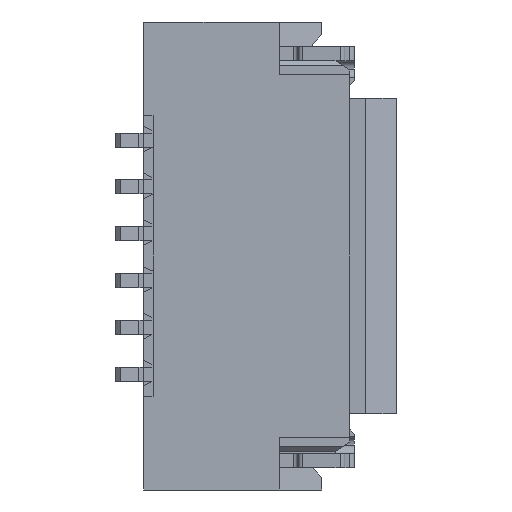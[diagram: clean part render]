
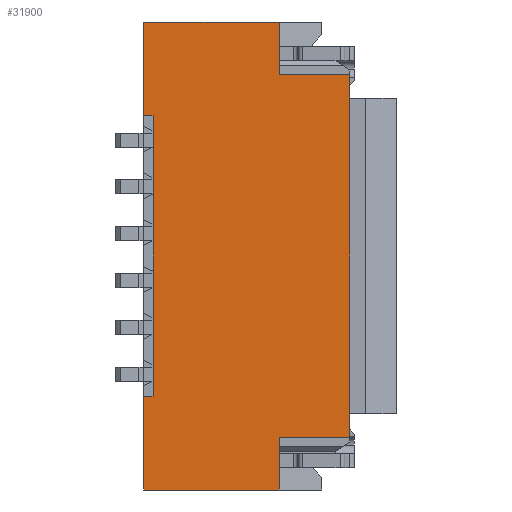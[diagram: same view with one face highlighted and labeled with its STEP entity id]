
A CAD part, front view. The second image highlights one B-rep face of the part: STEP entity #31900.
In plain terms, the highlighted face is planar.
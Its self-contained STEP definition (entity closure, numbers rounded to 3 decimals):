
#4130=CARTESIAN_POINT('',(-2.15,0.,10.801));
#4140=VERTEX_POINT('',#4130);
#4170=CARTESIAN_POINT('',(-2.15,0.,6.575));
#4180=DIRECTION('',(0.,0.,-1.));
#4190=VECTOR('',#4180,1.);
#4200=LINE('',#4170,#4190);
#4210=CARTESIAN_POINT('',(-2.15,0.,14.674));
#4220=VERTEX_POINT('',#4210);
#4230=EDGE_CURVE('',#4220,#4140,#4200,.T.);
#15030=CARTESIAN_POINT('',(-1.4,0.,14.674));
#15040=VERTEX_POINT('',#15030);
#15070=CARTESIAN_POINT('',(-1.4,0.,7.475));
#15080=DIRECTION('',(0.,0.,1.));
#15090=VECTOR('',#15080,1.);
#15100=LINE('',#15070,#15090);
#15110=CARTESIAN_POINT('',(-1.4,0.,15.238));
#15120=VERTEX_POINT('',#15110);
#15130=EDGE_CURVE('',#15040,#15120,#15100,.T.);
#16480=CARTESIAN_POINT('',(0.05,0.,
15.238));
#16490=DIRECTION('',(-1.,0.,0.));
#16500=VECTOR('',#16490,1.);
#16510=LINE('',#16480,#16500);
#16520=CARTESIAN_POINT('',(0.05,0.,
15.238));
#16530=VERTEX_POINT('',#16520);
#16540=EDGE_CURVE('',#16530,#15120,#16510,.T.);
#22150=CARTESIAN_POINT('',(-0.05,0.,
14.238));
#22160=VERTEX_POINT('',#22150);
#22330=CARTESIAN_POINT('',(0.05,0.,
14.238));
#22340=VERTEX_POINT('',#22330);
#22370=CARTESIAN_POINT('',(0.05,0.,
14.238));
#22380=DIRECTION('',(-1.,0.,0.));
#22390=VECTOR('',#22380,1.);
#22400=LINE('',#22370,#22390);
#22410=EDGE_CURVE('',#22340,#22160,#22400,.T.);
#26750=CARTESIAN_POINT('',(0.05,0.,
14.674));
#26760=DIRECTION('',(1.,0.,0.));
#26770=VECTOR('',#26760,1.);
#26780=LINE('',#26750,#26770);
#26790=EDGE_CURVE('',#4220,#15040,#26780,.T.);
#31260=CARTESIAN_POINT('',(-0.517,0.,
8.));
#31270=DIRECTION('',(0.,-1.,0.));
#31280=DIRECTION('',(1.,0.,0.));
#31290=AXIS2_PLACEMENT_3D('',#31260,#31270,#31280);
#31300=PLANE('',#31290);
#31310=CARTESIAN_POINT('',(0.05,0.,
10.801));
#31320=DIRECTION('',(1.,0.,0.));
#31330=VECTOR('',#31320,1.);
#31340=LINE('',#31310,#31330);
#31350=CARTESIAN_POINT('',(-1.4,0.,10.801));
#31360=VERTEX_POINT('',#31350);
#31370=EDGE_CURVE('',#4140,#31360,#31340,.T.);
#31380=ORIENTED_EDGE('',*,*,#31370,.F.);
#31390=CARTESIAN_POINT('',(-1.4,0.,18.));
#31400=DIRECTION('',(0.,0.,-1.));
#31410=VECTOR('',#31400,1.);
#31420=LINE('',#31390,#31410);
#31430=CARTESIAN_POINT('',(-1.4,0.,10.238));
#31440=VERTEX_POINT('',#31430);
#31450=EDGE_CURVE('',#31360,#31440,#31420,.T.);
#31460=ORIENTED_EDGE('',*,*,#31450,.F.);
#31470=CARTESIAN_POINT('',(0.05,0.,
10.238));
#31480=DIRECTION('',(-1.,0.,0.));
#31490=VECTOR('',#31480,1.);
#31500=LINE('',#31470,#31490);
#31510=CARTESIAN_POINT('',(0.05,0.,
10.238));
#31520=VERTEX_POINT('',#31510);
#31530=EDGE_CURVE('',#31520,#31440,#31500,.T.);
#31540=ORIENTED_EDGE('',*,*,#31530,.T.);
#31550=CARTESIAN_POINT('',(0.05,0.,
10.953));
#31560=DIRECTION('',(0.,0.,1.));
#31570=VECTOR('',#31560,1.);
#31580=LINE('',#31550,#31570);
#31590=CARTESIAN_POINT('',(0.05,0.,
11.238));
#31600=VERTEX_POINT('',#31590);
#31610=EDGE_CURVE('',#31520,#31600,#31580,.T.);
#31620=ORIENTED_EDGE('',*,*,#31610,.F.);
#31630=CARTESIAN_POINT('',(0.05,0.,
11.238));
#31640=DIRECTION('',(-1.,0.,0.));
#31650=VECTOR('',#31640,1.);
#31660=LINE('',#31630,#31650);
#31670=CARTESIAN_POINT('',(-0.05,0.,
11.238));
#31680=VERTEX_POINT('',#31670);
#31690=EDGE_CURVE('',#31600,#31680,#31660,.T.);
#31700=ORIENTED_EDGE('',*,*,#31690,.F.);
#31710=CARTESIAN_POINT('',(-0.05,0.,
10.738));
#31720=DIRECTION('',(0.,0.,-1.));
#31730=VECTOR('',#31720,1.);
#31740=LINE('',#31710,#31730);
#31750=EDGE_CURVE('',#22160,#31680,#31740,.T.);
#31760=ORIENTED_EDGE('',*,*,#31750,.T.);
#31770=ORIENTED_EDGE('',*,*,#22410,.T.);
#31780=CARTESIAN_POINT('',(0.05,0.,
14.523));
#31790=DIRECTION('',(0.,0.,-1.));
#31800=VECTOR('',#31790,1.);
#31810=LINE('',#31780,#31800);
#31820=EDGE_CURVE('',#16530,#22340,#31810,.T.);
#31830=ORIENTED_EDGE('',*,*,#31820,.T.);
#31840=ORIENTED_EDGE('',*,*,#16540,.F.);
#31850=ORIENTED_EDGE('',*,*,#15130,.T.);
#31860=ORIENTED_EDGE('',*,*,#26790,.T.);
#31870=ORIENTED_EDGE('',*,*,#4230,.F.);
#31880=EDGE_LOOP('',(#31870,#31860,#31850,#31840,#31830,#31770,#31760,
#31700,#31620,#31540,#31460,#31380));
#31890=FACE_OUTER_BOUND('',#31880,.T.);
#31900=ADVANCED_FACE('',(#31890),#31300,.F.);
